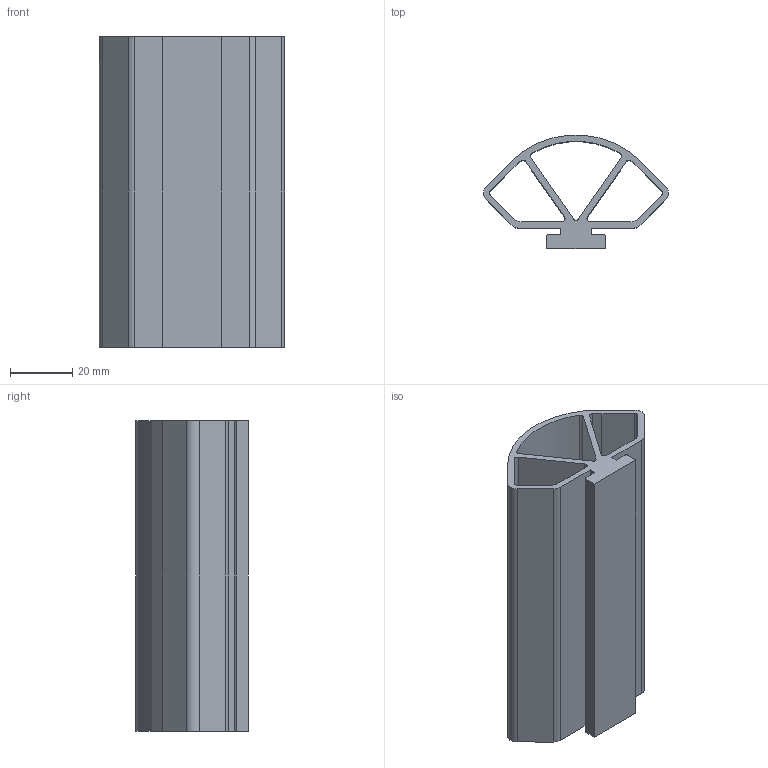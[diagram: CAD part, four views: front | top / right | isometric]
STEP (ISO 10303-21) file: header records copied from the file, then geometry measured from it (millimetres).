
FILE_DESCRIPTION(('Creo Elements/Direct Modeling STEP Export'),'2;1');
FILE_NAME('44.0301.15_Halbrundschutzprofil-MMS-44_R-30-3Kammer-schwarz.stp','2022-03-21T 9:01:23',(''),(''),'PTC Creo Elements/Direct Modeling STEP processor for AP214 (Solid Model)','PTC Creo Elements/Direct Modeling 19.0C 15-Aug-2015 (C) Parametric Technology GmbH','');
FILE_SCHEMA(('AUTOMOTIVE_DESIGN { 1 0 10303 214 1 1 1 1 }'));
Length unit declared in the file: millimetre
Products named in the file (2): Halbrundschutzprofil-MMS-44_R-30-3Kammer-schwarz_44.0301.15_PX174827
Assembly tree (1 placements, depth 2):
  Halbrundschutzprofil-MMS-44_R-30-3Kammer-schwarz_44.0301.15_PX174827
    Halbrundschutzprofil-MMS-44_R-30-3Kammer-schwarz_44.0301.15_PX174827
Bounding box: 59.68 x 36.4 x 100 mm (x, y, z)
Volume: 48555.4 mm3; surface area: 40291.5 mm2
Topology: 1 solids, 1 shells, 46 faces, 132 edges, 88 vertices
Faces by surface type: plane 25, cylinder 21
Entity records: 1575 total; most frequent: DIRECTION 270, CARTESIAN_POINT 268, ORIENTED_EDGE 264, EDGE_CURVE 132, AXIS2_PLACEMENT_3D 90, VECTOR 90, LINE 90, VERTEX_POINT 88
